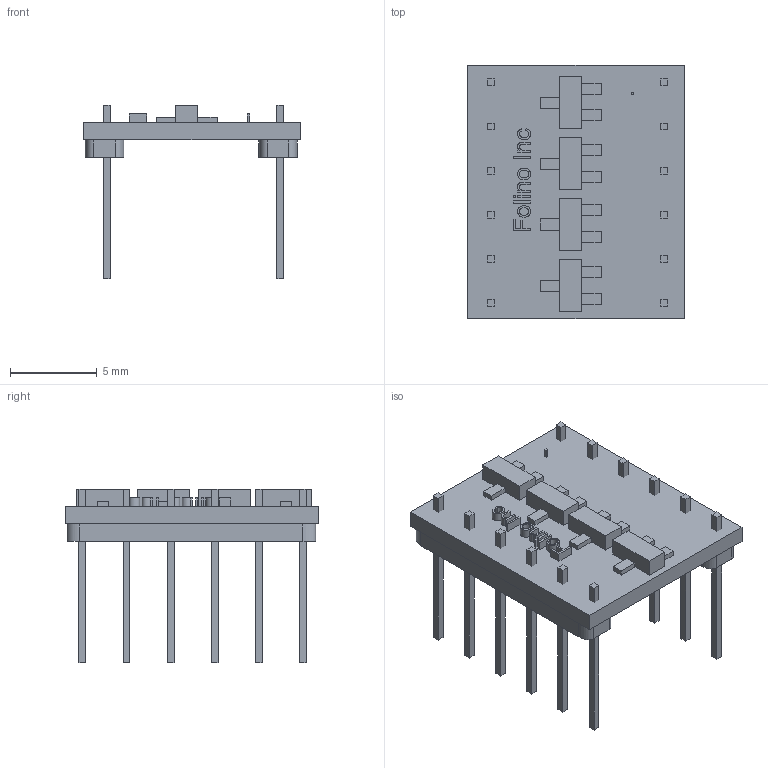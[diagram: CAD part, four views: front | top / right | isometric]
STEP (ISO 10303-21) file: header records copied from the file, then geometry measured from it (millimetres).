
FILE_DESCRIPTION(/* description */ (''),/* implementation_level */ '2;1');
FILE_NAME(/* name */ 'DCDC_5~1',/* time_stamp */ '2021-05-16T21:03:24-03:00',/* author */ (''),/* organization */ (''),/* preprocessor_version */ 'ST-DEVELOPER v15',/* originating_system */ '',/* authorisation */ '');
FILE_SCHEMA (('AUTOMOTIVE_DESIGN'));
Length unit declared in the file: millimetre
Products named in the file (1): Document
Bounding box: 12.45 x 14.6 x 10 mm (x, y, z)
Volume: 282.9 mm3; surface area: 917.1 mm2
Topology: 42 solids, 42 shells, 272 faces, 564 edges, 376 vertices
Faces by surface type: plane 238, bspline 34
Entity records: 7049 total; most frequent: CARTESIAN_POINT 2520, ORIENTED_EDGE 1128, EDGE_CURVE 564, B_SPLINE_CURVE_WITH_KNOTS 548, VERTEX_POINT 376, EDGE_LOOP 276, ADVANCED_FACE 272, FACE_OUTER_BOUND 272
